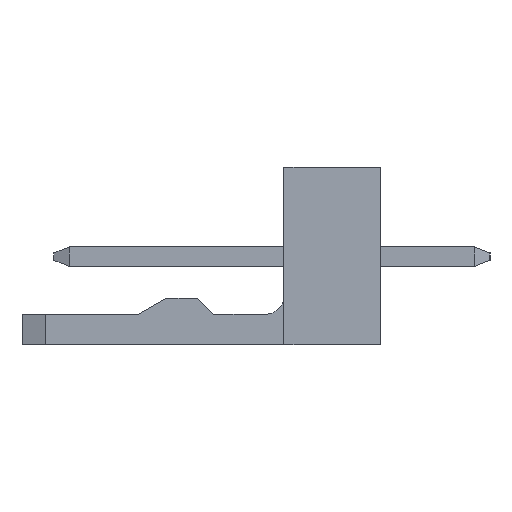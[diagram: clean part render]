
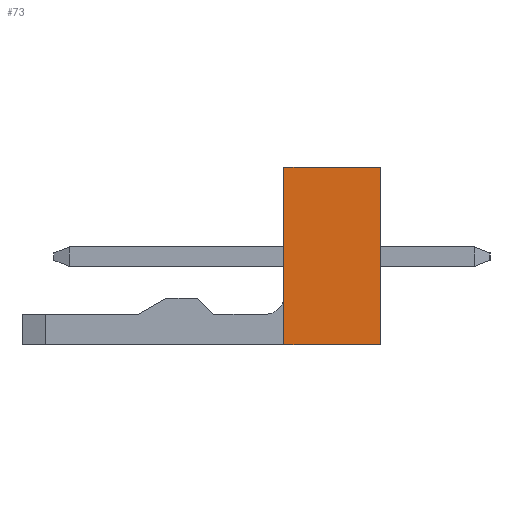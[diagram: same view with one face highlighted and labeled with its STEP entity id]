
A CAD part, left-side view. The second image highlights one B-rep face of the part: STEP entity #73.
In plain terms, the highlighted planar face has unit normal (-1, 0, 0).
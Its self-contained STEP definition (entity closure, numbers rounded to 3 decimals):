
#73=ADVANCED_FACE('',(#440),#441,.F.);
#440=FACE_OUTER_BOUND('',#1190,.T.);
#441=PLANE('',#1191);
#1190=EDGE_LOOP('',(#1940,#1941,#1942,#1943));
#1191=AXIS2_PLACEMENT_3D('',#1944,#1945,#1946);
#1940=ORIENTED_EDGE('',*,*,#4782,.F.);
#1941=ORIENTED_EDGE('',*,*,#4783,.F.);
#1942=ORIENTED_EDGE('',*,*,#4784,.F.);
#1943=ORIENTED_EDGE('',*,*,#4785,.F.);
#1944=CARTESIAN_POINT('',(-12.7,0.0,0.0));
#1945=DIRECTION('',(1.0,0.0,0.0));
#1946=DIRECTION('',(0.0,1.0,0.0));
#4782=EDGE_CURVE('',#5734,#5735,#5736,.T.);
#4783=EDGE_CURVE('',#5737,#5734,#5738,.T.);
#4784=EDGE_CURVE('',#5739,#5737,#5740,.T.);
#4785=EDGE_CURVE('',#5735,#5739,#5741,.T.);
#5734=VERTEX_POINT('',#7194);
#5735=VERTEX_POINT('',#7195);
#5736=LINE('',#7196,#7197);
#5737=VERTEX_POINT('',#7198);
#5738=LINE('',#7199,#7200);
#5739=VERTEX_POINT('',#7201);
#5740=LINE('',#7202,#7203);
#5741=LINE('',#7204,#7205);
#7194=CARTESIAN_POINT('',(-12.7,1.58,-2.9));
#7195=CARTESIAN_POINT('',(-12.7,1.58,2.9));
#7196=CARTESIAN_POINT('',(-12.7,1.58,-2.9));
#7197=VECTOR('',#9542,5.8);
#7198=CARTESIAN_POINT('',(-12.7,-1.58,-2.9));
#7199=CARTESIAN_POINT('',(-12.7,-1.58,-2.9));
#7200=VECTOR('',#9543,3.16);
#7201=CARTESIAN_POINT('',(-12.7,-1.58,2.9));
#7202=CARTESIAN_POINT('',(-12.7,-1.58,2.9));
#7203=VECTOR('',#9544,5.8);
#7204=CARTESIAN_POINT('',(-12.7,1.58,2.9));
#7205=VECTOR('',#9545,3.16);
#9542=DIRECTION('',(0.0,0.0,1.0));
#9543=DIRECTION('',(0.0,1.0,0.0));
#9544=DIRECTION('',(0.0,0.0,-1.0));
#9545=DIRECTION('',(0.0,-1.0,0.0));
